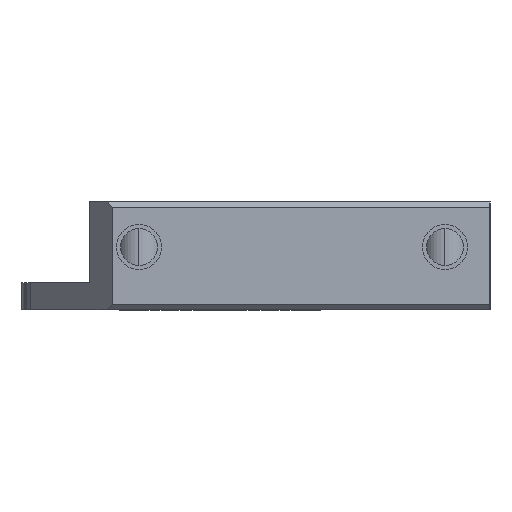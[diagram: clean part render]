
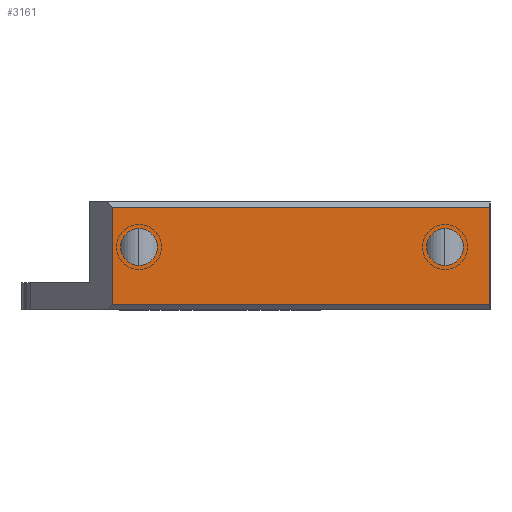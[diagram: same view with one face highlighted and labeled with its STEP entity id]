
A CAD part, left-side view. The second image highlights one B-rep face of the part: STEP entity #3161.
In plain terms, the highlighted planar face has unit normal (-1, 0, 0).
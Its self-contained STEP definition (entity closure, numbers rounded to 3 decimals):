
#6=DIRECTION('',(0.,0.,1.));
#7=VECTOR('',#6,5.4);
#8=CARTESIAN_POINT('',(-17.2,-15.,-20.7));
#9=LINE('',#8,#7);
#219=DIRECTION('',(0.,0.,1.));
#220=VECTOR('',#219,5.4);
#221=CARTESIAN_POINT('',(-17.2,5.965,-20.7));
#222=LINE('',#221,#220);
#223=CARTESIAN_POINT('',(-17.2,4.5,-17.5));
#224=DIRECTION('',(1.,0.,0.));
#225=DIRECTION('',(0.,-1.,0.));
#226=AXIS2_PLACEMENT_3D('',#223,#224,#225);
#228=CARTESIAN_POINT('',(-17.2,4.5,-17.5));
#229=DIRECTION('',(1.,0.,0.));
#230=DIRECTION('',(0.,1.,0.));
#231=AXIS2_PLACEMENT_3D('',#228,#229,#230);
#233=CARTESIAN_POINT('',(-17.2,-12.5,-17.5));
#234=DIRECTION('',(1.,0.,0.));
#235=DIRECTION('',(0.,-1.,0.));
#236=AXIS2_PLACEMENT_3D('',#233,#234,#235);
#238=CARTESIAN_POINT('',(-17.2,-12.5,-17.5));
#239=DIRECTION('',(1.,0.,0.));
#240=DIRECTION('',(0.,1.,0.));
#241=AXIS2_PLACEMENT_3D('',#238,#239,#240);
#1834=DIRECTION('',(0.,1.,0.));
#1835=VECTOR('',#1834,20.965);
#1836=CARTESIAN_POINT('',(-17.2,-15.,-20.7));
#1837=LINE('',#1836,#1835);
#2310=DIRECTION('',(0.,1.,0.));
#2311=VECTOR('',#2310,20.965);
#2312=CARTESIAN_POINT('',(-17.2,-15.,-15.3));
#2313=LINE('',#2312,#2311);
#2339=CARTESIAN_POINT('',(-17.2,-15.,-15.3));
#2341=VERTEX_POINT('',#2339);
#2344=CARTESIAN_POINT('',(-17.2,-15.,-20.7));
#2345=VERTEX_POINT('',#2344);
#2562=CARTESIAN_POINT('',(-17.2,3.475,-17.5));
#2563=CARTESIAN_POINT('',(-17.2,5.525,-17.5));
#2564=VERTEX_POINT('',#2562);
#2565=VERTEX_POINT('',#2563);
#2594=CARTESIAN_POINT('',(-17.2,-13.525,-17.5));
#2595=CARTESIAN_POINT('',(-17.2,-11.475,-17.5));
#2596=VERTEX_POINT('',#2594);
#2597=VERTEX_POINT('',#2595);
#2622=CARTESIAN_POINT('',(-17.2,5.965,-20.7));
#2623=CARTESIAN_POINT('',(-17.2,5.965,-15.3));
#2624=VERTEX_POINT('',#2622);
#2625=VERTEX_POINT('',#2623);
#3136=CARTESIAN_POINT('',(-17.2,-15.,-21.));
#3137=DIRECTION('',(-1.,0.,0.));
#3138=DIRECTION('',(0.,0.,1.));
#3139=AXIS2_PLACEMENT_3D('',#3136,#3137,#3138);
#3140=PLANE('',#3139);
#3142=ORIENTED_EDGE('',*,*,#3141,.T.);
#3144=ORIENTED_EDGE('',*,*,#3143,.F.);
#3145=ORIENTED_EDGE('',*,*,#2845,.F.);
#3147=ORIENTED_EDGE('',*,*,#3146,.T.);
#3148=EDGE_LOOP('',(#3142,#3144,#3145,#3147));
#3149=FACE_OUTER_BOUND('',#3148,.F.);
#3150=ORIENTED_EDGE('',*,*,#3072,.F.);
#3152=ORIENTED_EDGE('',*,*,#3151,.F.);
#3153=EDGE_LOOP('',(#3150,#3152));
#3154=FACE_BOUND('',#3153,.F.);
#3156=ORIENTED_EDGE('',*,*,#3155,.F.);
#3158=ORIENTED_EDGE('',*,*,#3157,.F.);
#3159=EDGE_LOOP('',(#3156,#3158));
#3160=FACE_BOUND('',#3159,.F.);
#3161=ADVANCED_FACE('',(#3149,#3154,#3160),#3140,.T.);
#227=CIRCLE('',#226,1.025);
#232=CIRCLE('',#231,1.025);
#237=CIRCLE('',#236,1.025);
#242=CIRCLE('',#241,1.025);
#2845=EDGE_CURVE('',#2345,#2341,#9,.T.);
#3072=EDGE_CURVE('',#2564,#2565,#227,.T.);
#3141=EDGE_CURVE('',#2624,#2625,#222,.T.);
#3143=EDGE_CURVE('',#2341,#2625,#2313,.T.);
#3146=EDGE_CURVE('',#2345,#2624,#1837,.T.);
#3151=EDGE_CURVE('',#2565,#2564,#232,.T.);
#3155=EDGE_CURVE('',#2596,#2597,#237,.T.);
#3157=EDGE_CURVE('',#2597,#2596,#242,.T.);
